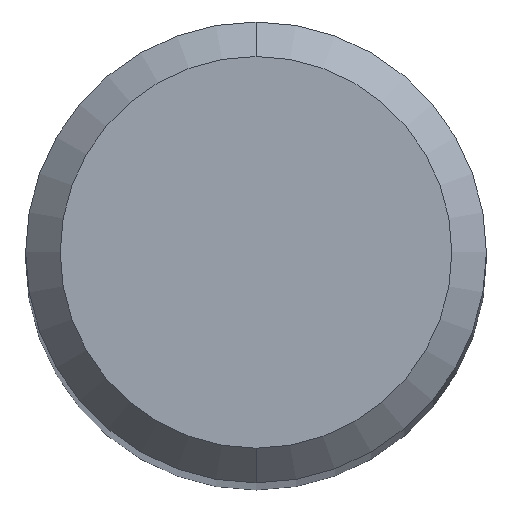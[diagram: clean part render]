
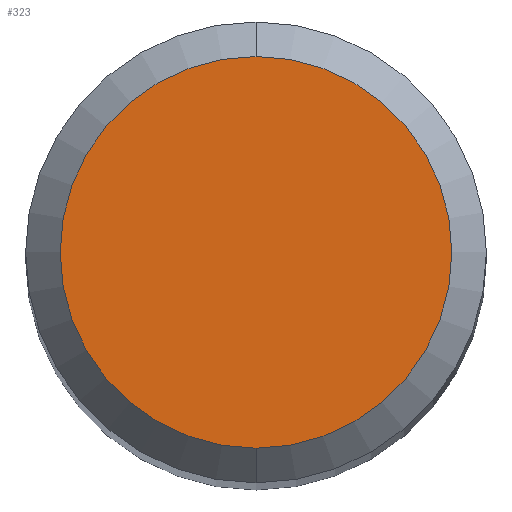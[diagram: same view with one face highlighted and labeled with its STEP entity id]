
A CAD part, top view. The second image highlights one B-rep face of the part: STEP entity #323.
In plain terms, the highlighted planar face has unit normal (0, 0, 1).
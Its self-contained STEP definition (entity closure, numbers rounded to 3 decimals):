
#195=EDGE_CURVE('',#401,#299,#497,.T.);
#299=VERTEX_POINT('',#612);
#323=ADVANCED_FACE('',(#638),#639,.T.);
#359=EDGE_CURVE('',#299,#401,#678,.T.);
#401=VERTEX_POINT('',#725);
#497=CIRCLE('',#827,1.7);
#612=CARTESIAN_POINT('',(0.0,1.7,0.0));
#638=FACE_OUTER_BOUND('',#1127,.T.);
#639=PLANE('',#1128);
#678=CIRCLE('',#1210,1.7);
#725=CARTESIAN_POINT('',(0.,-1.7,0.0));
#827=AXIS2_PLACEMENT_3D('',#1439,#1440,#1441);
#1127=EDGE_LOOP('',(#1596,#1597));
#1128=AXIS2_PLACEMENT_3D('',#1598,#1599,#1600);
#1210=AXIS2_PLACEMENT_3D('',#1643,#1644,#1645);
#1439=CARTESIAN_POINT('',(0.0,0.0,0.0));
#1440=DIRECTION('',(0.0,0.0,-1.0));
#1441=DIRECTION('',(0.0,1.0,0.0));
#1596=ORIENTED_EDGE('',*,*,#359,.F.);
#1597=ORIENTED_EDGE('',*,*,#195,.F.);
#1598=CARTESIAN_POINT('',(0.0,0.85,0.0));
#1599=DIRECTION('',(-0.0,0.0,1.0));
#1600=DIRECTION('',(0.0,-1.0,0.0));
#1643=CARTESIAN_POINT('',(0.0,0.0,0.0));
#1644=DIRECTION('',(0.0,0.0,-1.0));
#1645=DIRECTION('',(0.0,1.0,0.0));
